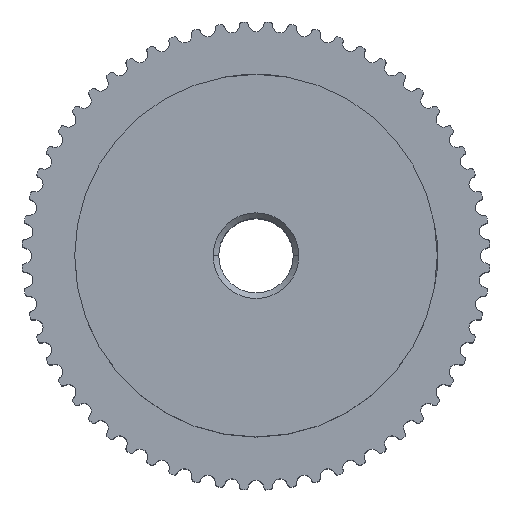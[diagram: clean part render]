
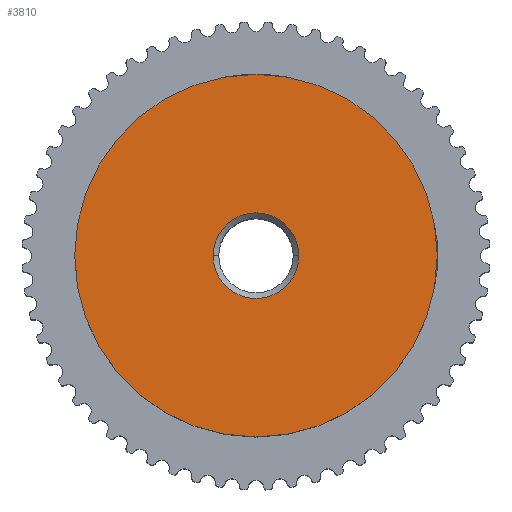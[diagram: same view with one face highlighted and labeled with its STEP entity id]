
A CAD part, top view. The second image highlights one B-rep face of the part: STEP entity #3810.
In plain terms, the highlighted planar face has unit normal (0, 0, 1).
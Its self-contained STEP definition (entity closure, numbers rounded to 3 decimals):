
#392 = DIRECTION ( 'NONE',  ( -1., 0., 0. ) ) ;
#406 = DIRECTION ( 'NONE',  ( 0., 0., -1. ) ) ;
#437 = CARTESIAN_POINT ( 'NONE',  ( 0., 0., 9.5 ) ) ;
#498 = PLANE ( 'NONE',  #5937 ) ;
#628 = ORIENTED_EDGE ( 'NONE', *, *, #4717, .F. ) ;
#890 = CARTESIAN_POINT ( 'NONE',  ( -3.45, 0., 9.5 ) ) ;
#1763 = CARTESIAN_POINT ( 'NONE',  ( 0., 0., 9.5 ) ) ;
#2318 = VERTEX_POINT ( 'NONE', #2923 ) ;
#2356 = CIRCLE ( 'NONE', #9048, 3.45 ) ;
#2378 = CIRCLE ( 'NONE', #14184, 3.45 ) ;
#2923 = CARTESIAN_POINT ( 'NONE',  ( 3.45, 0., 9.5 ) ) ;
#2978 = CIRCLE ( 'NONE', #14580, 14.6 ) ;
#3000 = DIRECTION ( 'NONE',  ( 1., 0., 0. ) ) ;
#3098 = VERTEX_POINT ( 'NONE', #6787 ) ;
#3295 = DIRECTION ( 'NONE',  ( 0., 0., -1. ) ) ;
#3480 = EDGE_LOOP ( 'NONE', ( #628, #7983 ) ) ;
#3810 = ADVANCED_FACE ( 'NONE', ( #5529, #11865 ), #498, .F. ) ;
#4160 = DIRECTION ( 'NONE',  ( 0., 0., -1. ) ) ;
#4654 = ORIENTED_EDGE ( 'NONE', *, *, #6251, .T. ) ;
#4717 = EDGE_CURVE ( 'NONE', #3098, #5677, #2978, .T. ) ;
#5529 = FACE_BOUND ( 'NONE', #8801, .T. ) ;
#5677 = VERTEX_POINT ( 'NONE', #7704 ) ;
#5710 = AXIS2_PLACEMENT_3D ( 'NONE', #5743, #14043, #6964 ) ;
#5743 = CARTESIAN_POINT ( 'NONE',  ( 0., 0., 9.5 ) ) ;
#5937 = AXIS2_PLACEMENT_3D ( 'NONE', #437, #406, #392 ) ;
#6251 = EDGE_CURVE ( 'NONE', #10198, #2318, #2378, .T. ) ;
#6787 = CARTESIAN_POINT ( 'NONE',  ( -14.6, 0., 9.5 ) ) ;
#6964 = DIRECTION ( 'NONE',  ( -1., 0., 0. ) ) ;
#7215 = EDGE_CURVE ( 'NONE', #2318, #10198, #2356, .T. ) ;
#7704 = CARTESIAN_POINT ( 'NONE',  ( 14.6, 0., 9.5 ) ) ;
#7983 = ORIENTED_EDGE ( 'NONE', *, *, #13309, .F. ) ;
#8801 = EDGE_LOOP ( 'NONE', ( #12799, #4654 ) ) ;
#9048 = AXIS2_PLACEMENT_3D ( 'NONE', #11365, #4160, #12555 ) ;
#10198 = VERTEX_POINT ( 'NONE', #890 ) ;
#10265 = DIRECTION ( 'NONE',  ( 0., 0., -1. ) ) ;
#10512 = CARTESIAN_POINT ( 'NONE',  ( 0., 0., 9.5 ) ) ;
#11365 = CARTESIAN_POINT ( 'NONE',  ( 0., 0., 9.5 ) ) ;
#11694 = DIRECTION ( 'NONE',  ( -1., 0., 0. ) ) ;
#11865 = FACE_OUTER_BOUND ( 'NONE', #3480, .T. ) ;
#12521 = CIRCLE ( 'NONE', #5710, 14.6 ) ;
#12555 = DIRECTION ( 'NONE',  ( 1., 0., 0. ) ) ;
#12799 = ORIENTED_EDGE ( 'NONE', *, *, #7215, .T. ) ;
#13309 = EDGE_CURVE ( 'NONE', #5677, #3098, #12521, .T. ) ;
#14043 = DIRECTION ( 'NONE',  ( 0., 0., -1. ) ) ;
#14184 = AXIS2_PLACEMENT_3D ( 'NONE', #1763, #10265, #3000 ) ;
#14580 = AXIS2_PLACEMENT_3D ( 'NONE', #10512, #3295, #11694 ) ;
